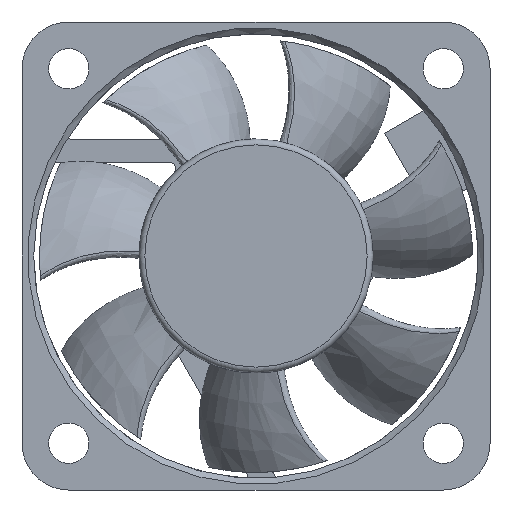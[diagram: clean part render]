
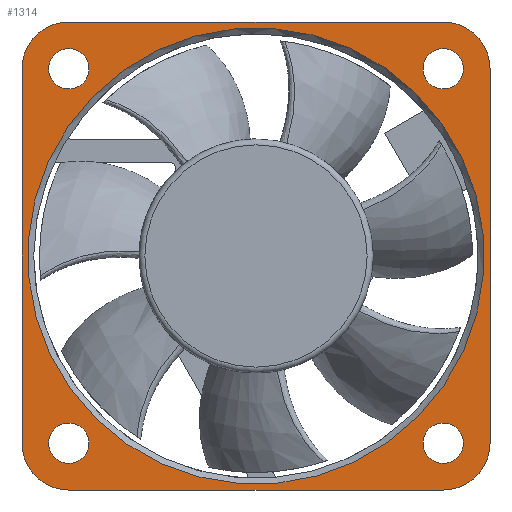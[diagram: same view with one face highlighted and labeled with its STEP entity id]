
A CAD part, front view. The second image highlights one B-rep face of the part: STEP entity #1314.
In plain terms, the highlighted planar face has unit normal (0, -1, 0).
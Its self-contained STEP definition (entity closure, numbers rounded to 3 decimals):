
#42=FACE_BOUND('',#323,.T.);
#43=FACE_BOUND('',#324,.T.);
#44=FACE_BOUND('',#325,.T.);
#45=FACE_BOUND('',#326,.T.);
#46=FACE_BOUND('',#327,.T.);
#143=CIRCLE('',#1377,1.725);
#145=CIRCLE('',#1380,1.725);
#147=CIRCLE('',#1383,1.725);
#149=CIRCLE('',#1386,1.725);
#157=CIRCLE('',#1398,19.5);
#180=CIRCLE('',#1442,4.);
#181=CIRCLE('',#1443,4.);
#182=CIRCLE('',#1444,4.);
#183=CIRCLE('',#1445,4.);
#235=FACE_OUTER_BOUND('',#322,.T.);
#322=EDGE_LOOP('',(#1126,#1127,#1128,#1129,#1130,#1131,#1132,#1133));
#323=EDGE_LOOP('',(#1134));
#324=EDGE_LOOP('',(#1135));
#325=EDGE_LOOP('',(#1136));
#326=EDGE_LOOP('',(#1137));
#327=EDGE_LOOP('',(#1138));
#363=LINE('',#1825,#450);
#423=LINE('',#7564,#510);
#424=LINE('',#7568,#511);
#425=LINE('',#7572,#512);
#450=VECTOR('',#1490,10.);
#510=VECTOR('',#1724,10.);
#511=VECTOR('',#1727,10.);
#512=VECTOR('',#1732,10.);
#537=VERTEX_POINT('',#1823);
#538=VERTEX_POINT('',#1824);
#567=VERTEX_POINT('',#1904);
#569=VERTEX_POINT('',#1910);
#571=VERTEX_POINT('',#1916);
#573=VERTEX_POINT('',#1922);
#583=VERTEX_POINT('',#1949);
#647=VERTEX_POINT('',#7560);
#648=VERTEX_POINT('',#7561);
#649=VERTEX_POINT('',#7563);
#650=VERTEX_POINT('',#7565);
#651=VERTEX_POINT('',#7567);
#652=VERTEX_POINT('',#7570);
#664=EDGE_CURVE('',#537,#538,#363,.T.);
#699=EDGE_CURVE('',#567,#567,#143,.T.);
#702=EDGE_CURVE('',#569,#569,#145,.T.);
#705=EDGE_CURVE('',#571,#571,#147,.T.);
#708=EDGE_CURVE('',#573,#573,#149,.T.);
#722=EDGE_CURVE('',#583,#583,#157,.T.);
#825=EDGE_CURVE('',#647,#648,#180,.T.);
#826=EDGE_CURVE('',#649,#647,#423,.T.);
#827=EDGE_CURVE('',#650,#649,#181,.T.);
#828=EDGE_CURVE('',#651,#650,#424,.T.);
#829=EDGE_CURVE('',#538,#651,#182,.T.);
#830=EDGE_CURVE('',#652,#537,#183,.T.);
#831=EDGE_CURVE('',#648,#652,#425,.T.);
#1126=ORIENTED_EDGE('',*,*,#825,.F.);
#1127=ORIENTED_EDGE('',*,*,#826,.F.);
#1128=ORIENTED_EDGE('',*,*,#827,.F.);
#1129=ORIENTED_EDGE('',*,*,#828,.F.);
#1130=ORIENTED_EDGE('',*,*,#829,.F.);
#1131=ORIENTED_EDGE('',*,*,#664,.F.);
#1132=ORIENTED_EDGE('',*,*,#830,.F.);
#1133=ORIENTED_EDGE('',*,*,#831,.F.);
#1134=ORIENTED_EDGE('',*,*,#699,.T.);
#1135=ORIENTED_EDGE('',*,*,#702,.T.);
#1136=ORIENTED_EDGE('',*,*,#705,.T.);
#1137=ORIENTED_EDGE('',*,*,#708,.T.);
#1138=ORIENTED_EDGE('',*,*,#722,.T.);
#1248=PLANE('',#1441);
#1314=ADVANCED_FACE('',(#235,#42,#43,#44,#45,#46),#1248,.T.);
#1377=AXIS2_PLACEMENT_3D('',#1905,#1550,#1551);
#1380=AXIS2_PLACEMENT_3D('',#1911,#1557,#1558);
#1383=AXIS2_PLACEMENT_3D('',#1917,#1564,#1565);
#1386=AXIS2_PLACEMENT_3D('',#1923,#1571,#1572);
#1398=AXIS2_PLACEMENT_3D('',#1951,#1601,#1602);
#1441=AXIS2_PLACEMENT_3D('',#7559,#1720,#1721);
#1442=AXIS2_PLACEMENT_3D('',#7562,#1722,#1723);
#1443=AXIS2_PLACEMENT_3D('',#7566,#1725,#1726);
#1444=AXIS2_PLACEMENT_3D('',#7569,#1728,#1729);
#1445=AXIS2_PLACEMENT_3D('',#7571,#1730,#1731);
#1490=DIRECTION('',(0.,0.,-1.));
#1550=DIRECTION('center_axis',(0.,1.,0.));
#1551=DIRECTION('ref_axis',(-1.,0.,0.));
#1557=DIRECTION('center_axis',(0.,1.,0.));
#1558=DIRECTION('ref_axis',(-1.,0.,0.));
#1564=DIRECTION('center_axis',(0.,1.,0.));
#1565=DIRECTION('ref_axis',(-1.,0.,0.));
#1571=DIRECTION('center_axis',(0.,1.,0.));
#1572=DIRECTION('ref_axis',(-1.,0.,0.));
#1601=DIRECTION('center_axis',(0.,1.,0.));
#1602=DIRECTION('ref_axis',(1.,0.,0.));
#1720=DIRECTION('center_axis',(0.,-1.,0.));
#1721=DIRECTION('ref_axis',(-1.,0.,0.));
#1722=DIRECTION('center_axis',(0.,1.,0.));
#1723=DIRECTION('ref_axis',(0.,0.,1.));
#1724=DIRECTION('',(0.,0.,1.));
#1725=DIRECTION('center_axis',(0.,1.,0.));
#1726=DIRECTION('ref_axis',(-1.,0.,0.));
#1727=DIRECTION('',(-1.,0.,0.));
#1728=DIRECTION('center_axis',(0.,1.,0.));
#1729=DIRECTION('ref_axis',(0.,0.,
-1.));
#1730=DIRECTION('center_axis',(0.,1.,0.));
#1731=DIRECTION('ref_axis',(1.,0.,0.));
#1732=DIRECTION('',(1.,0.,0.));
#1823=CARTESIAN_POINT('',(20.,-10.5,16.));
#1824=CARTESIAN_POINT('',(20.,-10.5,-16.));
#1825=CARTESIAN_POINT('',(20.,-10.5,16.));
#1904=CARTESIAN_POINT('',(-14.275,-10.5,-16.));
#1905=CARTESIAN_POINT('Origin',(-16.,-10.5,-16.));
#1910=CARTESIAN_POINT('',(17.725,-10.5,-16.));
#1911=CARTESIAN_POINT('Origin',(16.,-10.5,-16.));
#1916=CARTESIAN_POINT('',(17.725,-10.5,16.));
#1917=CARTESIAN_POINT('Origin',(16.,-10.5,16.));
#1922=CARTESIAN_POINT('',(-14.275,-10.5,16.));
#1923=CARTESIAN_POINT('Origin',(-16.,-10.5,16.));
#1949=CARTESIAN_POINT('',(-15.87,-10.5,-11.332));
#1951=CARTESIAN_POINT('Origin',(0.,-10.5,0.));
#7559=CARTESIAN_POINT('Origin',(0.,-10.5,20.001));
#7560=CARTESIAN_POINT('',(-20.,-10.5,16.));
#7561=CARTESIAN_POINT('',(-16.,-10.5,20.));
#7562=CARTESIAN_POINT('Origin',(-16.,-10.5,16.));
#7563=CARTESIAN_POINT('',(-20.,-10.5,-16.));
#7564=CARTESIAN_POINT('',(-20.,-10.5,-16.));
#7565=CARTESIAN_POINT('',(-16.,-10.5,-20.));
#7566=CARTESIAN_POINT('Origin',(-16.,-10.5,-16.));
#7567=CARTESIAN_POINT('',(16.,-10.5,-20.));
#7568=CARTESIAN_POINT('',(16.,-10.5,-20.));
#7569=CARTESIAN_POINT('Origin',(16.,-10.5,-16.));
#7570=CARTESIAN_POINT('',(16.,-10.5,20.));
#7571=CARTESIAN_POINT('Origin',(16.,-10.5,16.));
#7572=CARTESIAN_POINT('',(-16.,-10.5,20.));
